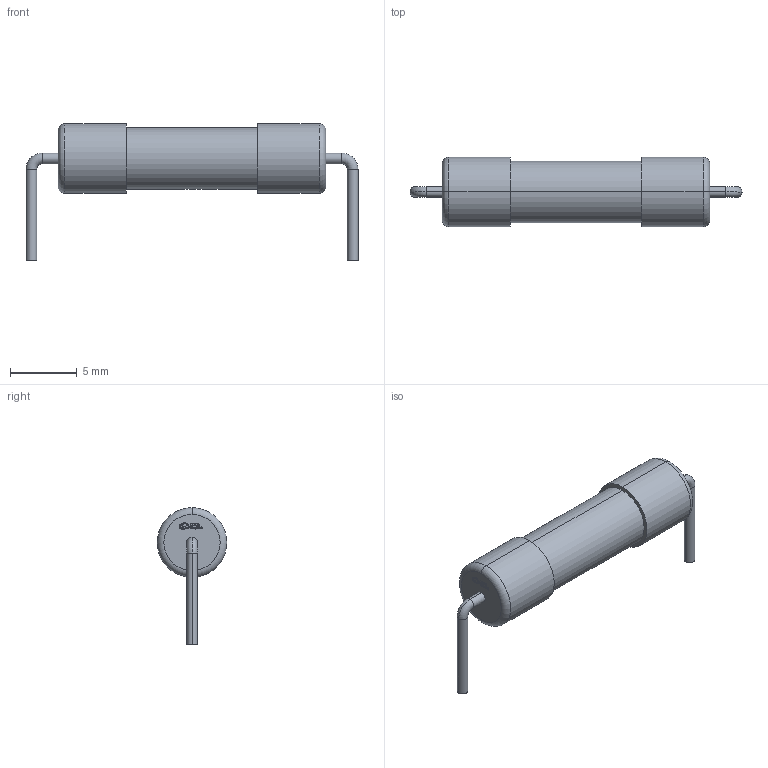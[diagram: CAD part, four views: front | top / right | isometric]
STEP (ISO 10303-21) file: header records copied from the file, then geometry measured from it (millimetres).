
FILE_DESCRIPTION (( 'STEP AP214' ), '1' );
FILE_NAME ('FUSE-TH_BD5.2-L20.0-P24.00-D0.8.step', '2022-06-28T10:48:14', ( '' ), ( '' ), 'SwSTEP 2.0', 'SolidWorks 2020', '' );
FILE_SCHEMA (( 'AUTOMOTIVE_DESIGN' ));
Length unit declared in the file: millimetre
Products named in the file (1): FUSE-TH_BD5.2-L20.0-P24.00-D0.8
Bounding box: 24.8 x 5.2 x 10.2 mm (x, y, z)
Volume: 386.8 mm3; surface area: 405.3 mm2
Topology: 1 solids, 1 shells, 311 faces, 840 edges, 556 vertices
Faces by surface type: plane 175, bspline 112, cylinder 16, torus 8
Entity records: 13651 total; most frequent: CARTESIAN_POINT 3757, ORIENTED_EDGE 1680, DIRECTION 1059, EDGE_CURVE 840, VERTEX_POINT 556, LINE 543, VECTOR 543, EDGE_LOOP 336
